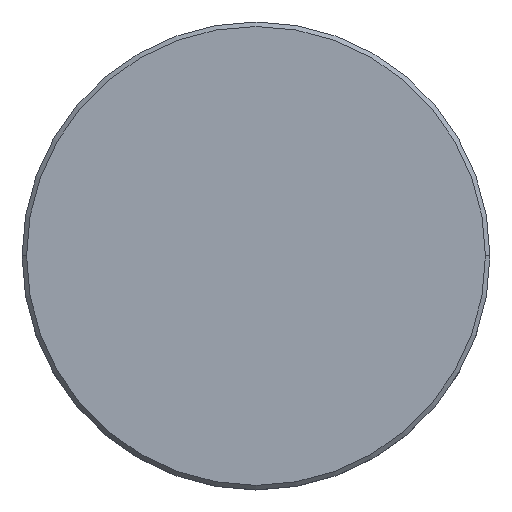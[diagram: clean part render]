
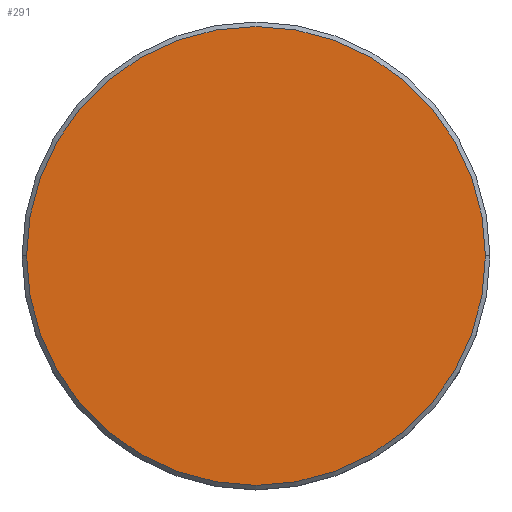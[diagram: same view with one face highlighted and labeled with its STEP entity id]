
A CAD part, top view. The second image highlights one B-rep face of the part: STEP entity #291.
In plain terms, the highlighted planar face has unit normal (0, 0, 1).
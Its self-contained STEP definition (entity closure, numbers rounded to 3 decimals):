
#23 = CARTESIAN_POINT ( 'NONE',  ( 25.5, 0., 0. ) ) ;
#109 = CIRCLE ( 'NONE', #395, 25.5 ) ;
#179 = DIRECTION ( 'NONE',  ( 0., 0., 1. ) ) ;
#230 = CARTESIAN_POINT ( 'NONE',  ( 0., 0., 0. ) ) ;
#251 = AXIS2_PLACEMENT_3D ( 'NONE', #230, #587, #939 ) ;
#274 = FACE_OUTER_BOUND ( 'NONE', #283, .T. ) ;
#283 = EDGE_LOOP ( 'NONE', ( #359, #1126 ) ) ;
#291 = ADVANCED_FACE ( 'NONE', ( #274 ), #678, .T. ) ;
#355 = AXIS2_PLACEMENT_3D ( 'NONE', #985, #179, #717 ) ;
#359 = ORIENTED_EDGE ( 'NONE', *, *, #1007, .T. ) ;
#395 = AXIS2_PLACEMENT_3D ( 'NONE', #646, #475, #470 ) ;
#470 = DIRECTION ( 'NONE',  ( 1., 0., 0. ) ) ;
#475 = DIRECTION ( 'NONE',  ( 0., 0., 1. ) ) ;
#490 = VERTEX_POINT ( 'NONE', #877 ) ;
#587 = DIRECTION ( 'NONE',  ( 0., 0., 1. ) ) ;
#646 = CARTESIAN_POINT ( 'NONE',  ( 0., 0., 0. ) ) ;
#678 = PLANE ( 'NONE',  #251 ) ;
#717 = DIRECTION ( 'NONE',  ( 1., 0., 0. ) ) ;
#769 = VERTEX_POINT ( 'NONE', #23 ) ;
#813 = EDGE_CURVE ( 'NONE', #769, #490, #109, .T. ) ;
#877 = CARTESIAN_POINT ( 'NONE',  ( -25.5, 0., 0. ) ) ;
#939 = DIRECTION ( 'NONE',  ( 1., 0., 0. ) ) ;
#985 = CARTESIAN_POINT ( 'NONE',  ( 0., 0., 0. ) ) ;
#1007 = EDGE_CURVE ( 'NONE', #490, #769, #1147, .T. ) ;
#1126 = ORIENTED_EDGE ( 'NONE', *, *, #813, .T. ) ;
#1147 = CIRCLE ( 'NONE', #355, 25.5 ) ;
